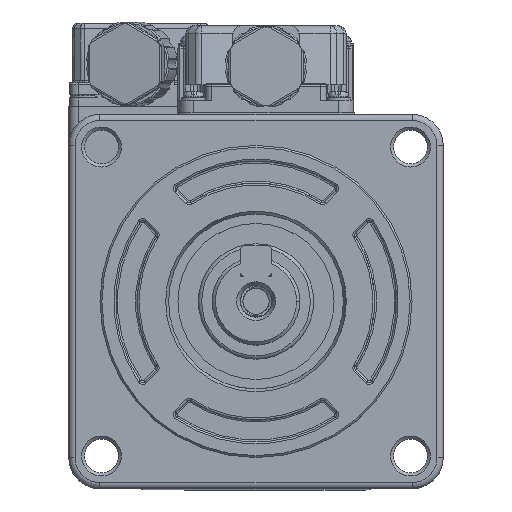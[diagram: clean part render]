
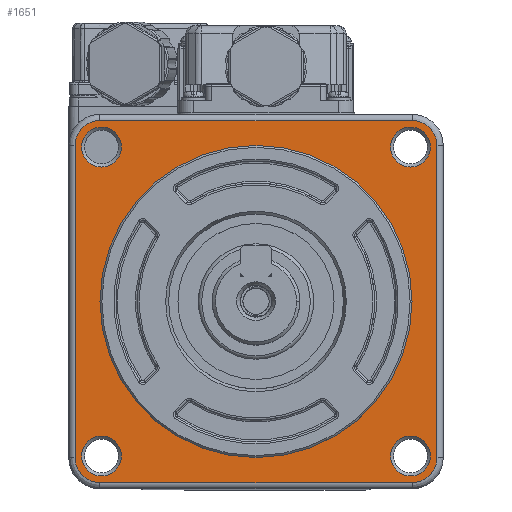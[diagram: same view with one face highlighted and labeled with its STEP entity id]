
A CAD part, top view. The second image highlights one B-rep face of the part: STEP entity #1651.
In plain terms, the highlighted planar face has unit normal (0, 0, 1).
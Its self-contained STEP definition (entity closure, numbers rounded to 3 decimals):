
#705=CARTESIAN_POINT('',(-121.,-25.,0.));
#706=VERTEX_POINT('',#705);
#722=CARTESIAN_POINT('',(-121.,25.,0.));
#723=VERTEX_POINT('',#722);
#731=CARTESIAN_POINT('',(-121.,25.,0.));
#732=DIRECTION('',(0.,-1.,0.));
#733=VECTOR('',#732,50.);
#734=LINE('',#731,#733);
#735=EDGE_CURVE('',#723,#706,#734,.T.);
#1469=CARTESIAN_POINT('',(-125.,29.,0.));
#1470=VERTEX_POINT('',#1469);
#1478=CARTESIAN_POINT('',(-125.,25.,0.));
#1479=DIRECTION('',(0.,1.,0.));
#1480=DIRECTION('',(0.,0.,-1.));
#1481=AXIS2_PLACEMENT_3D('',#1478,#1480,#1479);
#1482=CIRCLE('',#1481,4.);
#1483=EDGE_CURVE('',#1470,#723,#1482,.T.);
#1516=CARTESIAN_POINT('',(-125.,-29.,0.));
#1517=VERTEX_POINT('',#1516);
#1527=CARTESIAN_POINT('',(-125.,-25.,0.));
#1528=DIRECTION('',(1.,0.,0.));
#1529=DIRECTION('',(0.,0.,-1.));
#1530=AXIS2_PLACEMENT_3D('',#1527,#1529,#1528);
#1531=CIRCLE('',#1530,4.);
#1532=EDGE_CURVE('',#706,#1517,#1531,.T.);
#1537=CARTESIAN_POINT('',(-150.,0.,0.));
#1538=DIRECTION('',(0.,1.,0.));
#1539=DIRECTION('',(0.,-0.,1.));
#1540=AXIS2_PLACEMENT_3D('',#1537,#1539,#1538);
#1541=PLANE('',#1540);
#1542=ORIENTED_EDGE('',*,*,#1532,.F.);
#1543=ORIENTED_EDGE('',*,*,#735,.F.);
#1544=ORIENTED_EDGE('',*,*,#1483,.F.);
#1545=CARTESIAN_POINT('',(-175.,29.,0.));
#1546=VERTEX_POINT('',#1545);
#1547=CARTESIAN_POINT('',(-125.,29.,0.));
#1548=DIRECTION('',(-1.,0.,0.));
#1549=VECTOR('',#1548,50.);
#1550=LINE('',#1547,#1549);
#1551=EDGE_CURVE('',#1470,#1546,#1550,.T.);
#1552=ORIENTED_EDGE('',*,*,#1551,.T.);
#1553=CARTESIAN_POINT('',(-179.,25.,0.));
#1554=VERTEX_POINT('',#1553);
#1555=CARTESIAN_POINT('',(-175.,25.,0.));
#1556=DIRECTION('',(0.,1.,0.));
#1557=DIRECTION('',(0.,0.,1.));
#1558=AXIS2_PLACEMENT_3D('',#1555,#1557,#1556);
#1559=CIRCLE('',#1558,4.);
#1560=EDGE_CURVE('',#1546,#1554,#1559,.T.);
#1561=ORIENTED_EDGE('',*,*,#1560,.T.);
#1562=CARTESIAN_POINT('',(-179.,-25.,0.));
#1563=VERTEX_POINT('',#1562);
#1564=CARTESIAN_POINT('',(-179.,25.,0.));
#1565=DIRECTION('',(0.,-1.,0.));
#1566=VECTOR('',#1565,50.);
#1567=LINE('',#1564,#1566);
#1568=EDGE_CURVE('',#1554,#1563,#1567,.T.);
#1569=ORIENTED_EDGE('',*,*,#1568,.T.);
#1570=CARTESIAN_POINT('',(-175.,-29.,0.));
#1571=VERTEX_POINT('',#1570);
#1572=CARTESIAN_POINT('',(-175.,-25.,0.));
#1573=DIRECTION('',(-1.,0.,0.));
#1574=DIRECTION('',(0.,0.,1.));
#1575=AXIS2_PLACEMENT_3D('',#1572,#1574,#1573);
#1576=CIRCLE('',#1575,4.);
#1577=EDGE_CURVE('',#1563,#1571,#1576,.T.);
#1578=ORIENTED_EDGE('',*,*,#1577,.T.);
#1579=CARTESIAN_POINT('',(-175.,-29.,0.));
#1580=DIRECTION('',(1.,0.,0.));
#1581=VECTOR('',#1580,50.);
#1582=LINE('',#1579,#1581);
#1583=EDGE_CURVE('',#1571,#1517,#1582,.T.);
#1584=ORIENTED_EDGE('',*,*,#1583,.T.);
#1585=EDGE_LOOP('',(#1542,#1543,#1544,#1552,#1561,#1569,#1578,#1584));
#1586=FACE_OUTER_BOUND('',#1585,.T.);
#1587=CARTESIAN_POINT('',(-177.949,24.749,0.));
#1588=VERTEX_POINT('',#1587);
#1589=CARTESIAN_POINT('',(-174.749,24.749,0.));
#1590=DIRECTION('',(-1.,0.,0.));
#1591=DIRECTION('',(0.,0.,-1.));
#1592=AXIS2_PLACEMENT_3D('',#1589,#1591,#1590);
#1593=CIRCLE('',#1592,3.2);
#1594=EDGE_CURVE('',#1588,#1588,#1593,.T.);
#1595=ORIENTED_EDGE('',*,*,#1594,.T.);
#1596=EDGE_LOOP('',(#1595));
#1597=FACE_BOUND('',#1596,.T.);
#1598=CARTESIAN_POINT('',(-128.451,-24.749,0.));
#1599=VERTEX_POINT('',#1598);
#1600=CARTESIAN_POINT('',(-125.251,-24.749,0.));
#1601=DIRECTION('',(-1.,0.,0.));
#1602=DIRECTION('',(0.,0.,-1.));
#1603=AXIS2_PLACEMENT_3D('',#1600,#1602,#1601);
#1604=CIRCLE('',#1603,3.2);
#1605=EDGE_CURVE('',#1599,#1599,#1604,.T.);
#1606=ORIENTED_EDGE('',*,*,#1605,.T.);
#1607=EDGE_LOOP('',(#1606));
#1608=FACE_BOUND('',#1607,.T.);
#1609=CARTESIAN_POINT('',(-177.949,-24.749,0.));
#1610=VERTEX_POINT('',#1609);
#1611=CARTESIAN_POINT('',(-174.749,-24.749,0.));
#1612=DIRECTION('',(-1.,0.,0.));
#1613=DIRECTION('',(0.,0.,-1.));
#1614=AXIS2_PLACEMENT_3D('',#1611,#1613,#1612);
#1615=CIRCLE('',#1614,3.2);
#1616=EDGE_CURVE('',#1610,#1610,#1615,.T.);
#1617=ORIENTED_EDGE('',*,*,#1616,.T.);
#1618=EDGE_LOOP('',(#1617));
#1619=FACE_BOUND('',#1618,.T.);
#1620=CARTESIAN_POINT('',(-128.451,24.749,0.));
#1621=VERTEX_POINT('',#1620);
#1622=CARTESIAN_POINT('',(-125.251,24.749,0.));
#1623=DIRECTION('',(-1.,0.,0.));
#1624=DIRECTION('',(0.,0.,-1.));
#1625=AXIS2_PLACEMENT_3D('',#1622,#1624,#1623);
#1626=CIRCLE('',#1625,3.2);
#1627=EDGE_CURVE('',#1621,#1621,#1626,.T.);
#1628=ORIENTED_EDGE('',*,*,#1627,.T.);
#1629=EDGE_LOOP('',(#1628));
#1630=FACE_BOUND('',#1629,.T.);
#1631=CARTESIAN_POINT('',(-175.,0.,0.));
#1632=VERTEX_POINT('',#1631);
#1633=CARTESIAN_POINT('',(-125.,0.,0.));
#1634=VERTEX_POINT('',#1633);
#1635=CARTESIAN_POINT('',(-150.,0.,0.));
#1636=DIRECTION('',(-1.,0.,0.));
#1637=DIRECTION('',(0.,0.,-1.));
#1638=AXIS2_PLACEMENT_3D('',#1635,#1637,#1636);
#1639=CIRCLE('',#1638,25.);
#1640=EDGE_CURVE('',#1632,#1634,#1639,.T.);
#1641=ORIENTED_EDGE('',*,*,#1640,.T.);
#1642=CARTESIAN_POINT('',(-150.,0.,0.));
#1643=DIRECTION('',(1.,0.,0.));
#1644=DIRECTION('',(0.,0.,-1.));
#1645=AXIS2_PLACEMENT_3D('',#1642,#1644,#1643);
#1646=CIRCLE('',#1645,25.);
#1647=EDGE_CURVE('',#1634,#1632,#1646,.T.);
#1648=ORIENTED_EDGE('',*,*,#1647,.T.);
#1649=EDGE_LOOP('',(#1641,#1648));
#1650=FACE_BOUND('',#1649,.T.);
#1651=ADVANCED_FACE('',(#1586,#1597,#1608,#1619,#1630,#1650),#1541,.T.);
